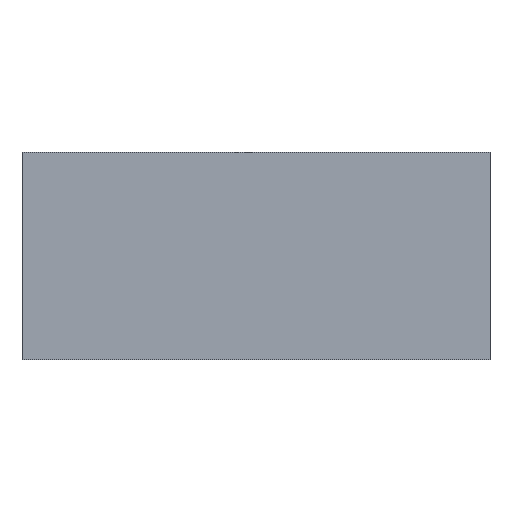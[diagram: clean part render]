
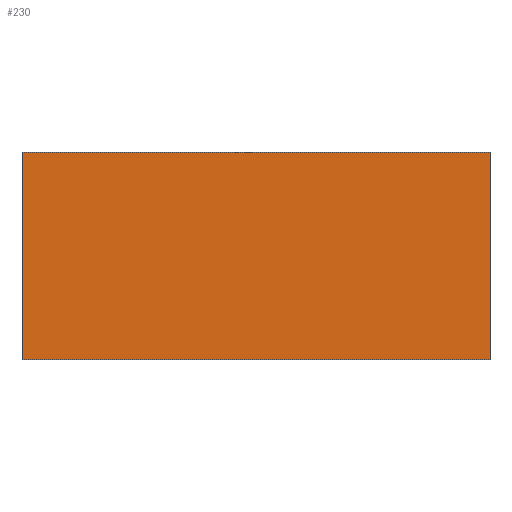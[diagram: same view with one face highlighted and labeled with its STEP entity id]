
A CAD part, left-side view. The second image highlights one B-rep face of the part: STEP entity #230.
In plain terms, the highlighted planar face has unit normal (-1, 0, 0).
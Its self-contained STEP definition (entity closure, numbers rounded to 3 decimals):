
#23=PLANE('',#274);
#35=FACE_OUTER_BOUND('',#49,.T.);
#49=EDGE_LOOP('',(#180,#181,#182,#183));
#65=LINE('',#388,#81);
#66=LINE('',#391,#82);
#67=LINE('',#393,#83);
#68=LINE('',#394,#84);
#81=VECTOR('',#326,10.);
#82=VECTOR('',#329,10.);
#83=VECTOR('',#330,10.);
#84=VECTOR('',#331,10.);
#114=VERTEX_POINT('',#381);
#117=VERTEX_POINT('',#386);
#118=VERTEX_POINT('',#390);
#119=VERTEX_POINT('',#392);
#141=EDGE_CURVE('',#114,#117,#65,.T.);
#142=EDGE_CURVE('',#118,#114,#66,.T.);
#143=EDGE_CURVE('',#119,#117,#67,.T.);
#144=EDGE_CURVE('',#118,#119,#68,.T.);
#180=ORIENTED_EDGE('',*,*,#142,.T.);
#181=ORIENTED_EDGE('',*,*,#141,.T.);
#182=ORIENTED_EDGE('',*,*,#143,.F.);
#183=ORIENTED_EDGE('',*,*,#144,.F.);
#230=ADVANCED_FACE('',(#35),#23,.T.);
#274=AXIS2_PLACEMENT_3D('',#389,#327,#328);
#326=DIRECTION('',(0.,0.,1.));
#327=DIRECTION('center_axis',(-1.,0.,0.));
#328=DIRECTION('ref_axis',(0.,-1.,0.));
#329=DIRECTION('',(0.,-1.,0.));
#330=DIRECTION('',(0.,-1.,0.));
#331=DIRECTION('',(0.,0.,1.));
#381=CARTESIAN_POINT('',(-69.2,-15.,0.));
#386=CARTESIAN_POINT('',(-69.2,-15.,40.));
#388=CARTESIAN_POINT('',(-69.2,-15.,0.));
#389=CARTESIAN_POINT('Origin',(-69.2,75.,0.));
#390=CARTESIAN_POINT('',(-69.2,75.,0.));
#391=CARTESIAN_POINT('',(-69.2,75.,0.));
#392=CARTESIAN_POINT('',(-69.2,75.,40.));
#393=CARTESIAN_POINT('',(-69.2,75.,40.));
#394=CARTESIAN_POINT('',(-69.2,75.,0.));
